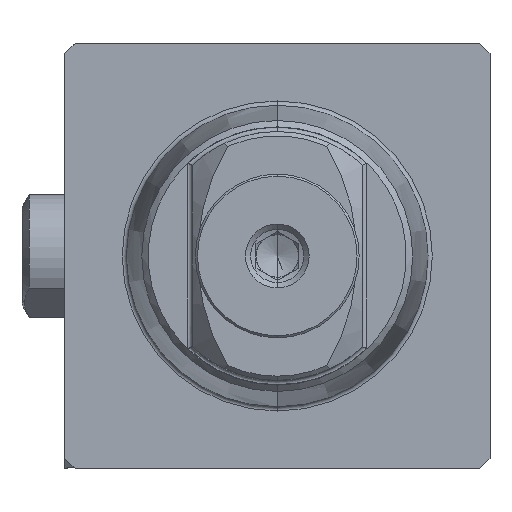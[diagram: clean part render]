
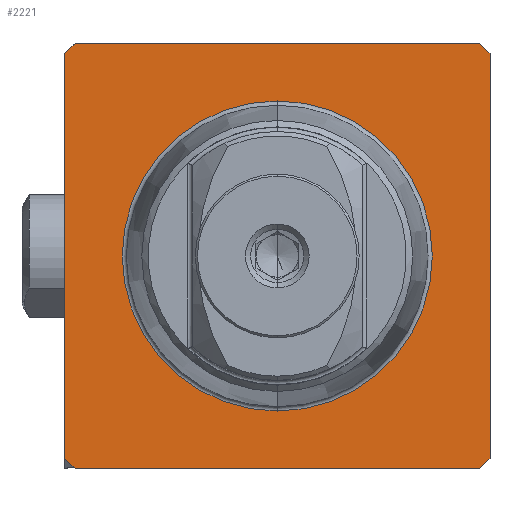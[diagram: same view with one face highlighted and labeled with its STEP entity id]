
A CAD part, left-side view. The second image highlights one B-rep face of the part: STEP entity #2221.
In plain terms, the highlighted planar face has unit normal (-1, 0, 0).
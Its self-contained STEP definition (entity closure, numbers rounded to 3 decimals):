
#7 = LINE ( 'NONE', #6386, #470 ) ;
#85 = EDGE_LOOP ( 'NONE', ( #2791, #7233 ) ) ;
#214 = CARTESIAN_POINT ( 'NONE',  ( 0., -10., 0. ) ) ;
#250 = CARTESIAN_POINT ( 'NONE',  ( 0., 0., 0. ) ) ;
#324 = EDGE_LOOP ( 'NONE', ( #7173, #6725, #2443, #6181, #2303, #5085, #7562, #1179 ) ) ;
#325 = VERTEX_POINT ( 'NONE', #6378 ) ;
#470 = VECTOR ( 'NONE', #7100, 1000. ) ;
#663 = DIRECTION ( 'NONE',  ( 0., -0.707, 0.707 ) ) ;
#708 = CARTESIAN_POINT ( 'NONE',  ( 0., -10., 9.5 ) ) ;
#779 = VECTOR ( 'NONE', #7904, 1000. ) ;
#792 = VERTEX_POINT ( 'NONE', #5815 ) ;
#1069 = EDGE_CURVE ( 'NONE', #1703, #7788, #7311, .T. ) ;
#1114 = DIRECTION ( 'NONE',  ( 0., 0., 1. ) ) ;
#1173 = CARTESIAN_POINT ( 'NONE',  ( 0., 9.5, -10. ) ) ;
#1179 = ORIENTED_EDGE ( 'NONE', *, *, #8186, .T. ) ;
#1244 = CARTESIAN_POINT ( 'NONE',  ( 0., 10., 9.5 ) ) ;
#1289 = DIRECTION ( 'NONE',  ( -1., 0., 0. ) ) ;
#1366 = PLANE ( 'NONE',  #5700 ) ;
#1406 = DIRECTION ( 'NONE',  ( 0., -0.707, -0.707 ) ) ;
#1588 = CARTESIAN_POINT ( 'NONE',  ( 0., -10., -9.5 ) ) ;
#1621 = LINE ( 'NONE', #214, #779 ) ;
#1703 = VERTEX_POINT ( 'NONE', #708 ) ;
#1710 = VECTOR ( 'NONE', #663, 1000. ) ;
#1795 = DIRECTION ( 'NONE',  ( 0., 1., 0. ) ) ;
#1845 = VECTOR ( 'NONE', #5822, 1000. ) ;
#2031 = CARTESIAN_POINT ( 'NONE',  ( 0., 10., 9.5 ) ) ;
#2207 = VERTEX_POINT ( 'NONE', #3860 ) ;
#2221 = ADVANCED_FACE ( 'NONE', ( #8299, #4745 ), #1366, .F. ) ;
#2303 = ORIENTED_EDGE ( 'NONE', *, *, #4512, .F. ) ;
#2335 = EDGE_CURVE ( 'NONE', #4771, #7788, #7, .T. ) ;
#2353 = DIRECTION ( 'NONE',  ( 0., 0., 1. ) ) ;
#2443 = ORIENTED_EDGE ( 'NONE', *, *, #6766, .F. ) ;
#2791 = ORIENTED_EDGE ( 'NONE', *, *, #7230, .F. ) ;
#2854 = AXIS2_PLACEMENT_3D ( 'NONE', #250, #7303, #1114 ) ;
#3060 = VERTEX_POINT ( 'NONE', #1244 ) ;
#3163 = LINE ( 'NONE', #8726, #5169 ) ;
#3284 = DIRECTION ( 'NONE',  ( 1., 0., 0. ) ) ;
#3351 = LINE ( 'NONE', #2031, #8597 ) ;
#3505 = CARTESIAN_POINT ( 'NONE',  ( 0., -9.5, 10. ) ) ;
#3574 = AXIS2_PLACEMENT_3D ( 'NONE', #4755, #1289, #8165 ) ;
#3718 = CARTESIAN_POINT ( 'NONE',  ( 0., 10., 0. ) ) ;
#3860 = CARTESIAN_POINT ( 'NONE',  ( 0., -9.5, -10. ) ) ;
#3984 = DIRECTION ( 'NONE',  ( 0., 0.707, -0.707 ) ) ;
#4012 = CARTESIAN_POINT ( 'NONE',  ( 0., 7.287, 0. ) ) ;
#4098 = CARTESIAN_POINT ( 'NONE',  ( 0., 9.5, -10. ) ) ;
#4512 = EDGE_CURVE ( 'NONE', #1703, #4992, #1621, .T. ) ;
#4745 = FACE_OUTER_BOUND ( 'NONE', #324, .T. ) ;
#4755 = CARTESIAN_POINT ( 'NONE',  ( 0., 0., 0. ) ) ;
#4771 = VERTEX_POINT ( 'NONE', #4946 ) ;
#4772 = VECTOR ( 'NONE', #1406, 1000. ) ;
#4946 = CARTESIAN_POINT ( 'NONE',  ( 0., 9.5, 10. ) ) ;
#4992 = VERTEX_POINT ( 'NONE', #8774 ) ;
#5051 = EDGE_CURVE ( 'NONE', #2207, #4992, #5587, .T. ) ;
#5085 = ORIENTED_EDGE ( 'NONE', *, *, #1069, .T. ) ;
#5169 = VECTOR ( 'NONE', #1795, 1000. ) ;
#5587 = LINE ( 'NONE', #1588, #1710 ) ;
#5689 = EDGE_CURVE ( 'NONE', #792, #3060, #7956, .T. ) ;
#5700 = AXIS2_PLACEMENT_3D ( 'NONE', #4012, #3284, #8799 ) ;
#5786 = VERTEX_POINT ( 'NONE', #1173 ) ;
#5815 = CARTESIAN_POINT ( 'NONE',  ( 0., 10., -9.5 ) ) ;
#5822 = DIRECTION ( 'NONE',  ( 0., 0.707, 0.707 ) ) ;
#5869 = CARTESIAN_POINT ( 'NONE',  ( 0., -9.5, 10. ) ) ;
#5985 = EDGE_CURVE ( 'NONE', #792, #5786, #6974, .T. ) ;
#6087 = VERTEX_POINT ( 'NONE', #6125 ) ;
#6125 = CARTESIAN_POINT ( 'NONE',  ( 0., 0., -7.287 ) ) ;
#6181 = ORIENTED_EDGE ( 'NONE', *, *, #5051, .T. ) ;
#6378 = CARTESIAN_POINT ( 'NONE',  ( 0., 0., 7.287 ) ) ;
#6386 = CARTESIAN_POINT ( 'NONE',  ( 0., 7.287, 10. ) ) ;
#6700 = EDGE_CURVE ( 'NONE', #6087, #325, #6784, .T. ) ;
#6725 = ORIENTED_EDGE ( 'NONE', *, *, #5985, .T. ) ;
#6766 = EDGE_CURVE ( 'NONE', #2207, #5786, #3163, .T. ) ;
#6784 = CIRCLE ( 'NONE', #2854, 7.287 ) ;
#6974 = LINE ( 'NONE', #4098, #4772 ) ;
#7100 = DIRECTION ( 'NONE',  ( 0., -1., 0. ) ) ;
#7173 = ORIENTED_EDGE ( 'NONE', *, *, #5689, .F. ) ;
#7226 = VECTOR ( 'NONE', #2353, 1000. ) ;
#7230 = EDGE_CURVE ( 'NONE', #325, #6087, #8092, .T. ) ;
#7233 = ORIENTED_EDGE ( 'NONE', *, *, #6700, .F. ) ;
#7303 = DIRECTION ( 'NONE',  ( -1., 0., 0. ) ) ;
#7311 = LINE ( 'NONE', #5869, #1845 ) ;
#7562 = ORIENTED_EDGE ( 'NONE', *, *, #2335, .F. ) ;
#7788 = VERTEX_POINT ( 'NONE', #3505 ) ;
#7904 = DIRECTION ( 'NONE',  ( 0., 0., -1. ) ) ;
#7956 = LINE ( 'NONE', #3718, #7226 ) ;
#8092 = CIRCLE ( 'NONE', #3574, 7.287 ) ;
#8165 = DIRECTION ( 'NONE',  ( 0., 0., 1. ) ) ;
#8186 = EDGE_CURVE ( 'NONE', #4771, #3060, #3351, .T. ) ;
#8299 = FACE_BOUND ( 'NONE', #85, .T. ) ;
#8597 = VECTOR ( 'NONE', #3984, 1000. ) ;
#8726 = CARTESIAN_POINT ( 'NONE',  ( 0., 7.287, -10. ) ) ;
#8774 = CARTESIAN_POINT ( 'NONE',  ( 0., -10., -9.5 ) ) ;
#8799 = DIRECTION ( 'NONE',  ( 0., 0., -1. ) ) ;
